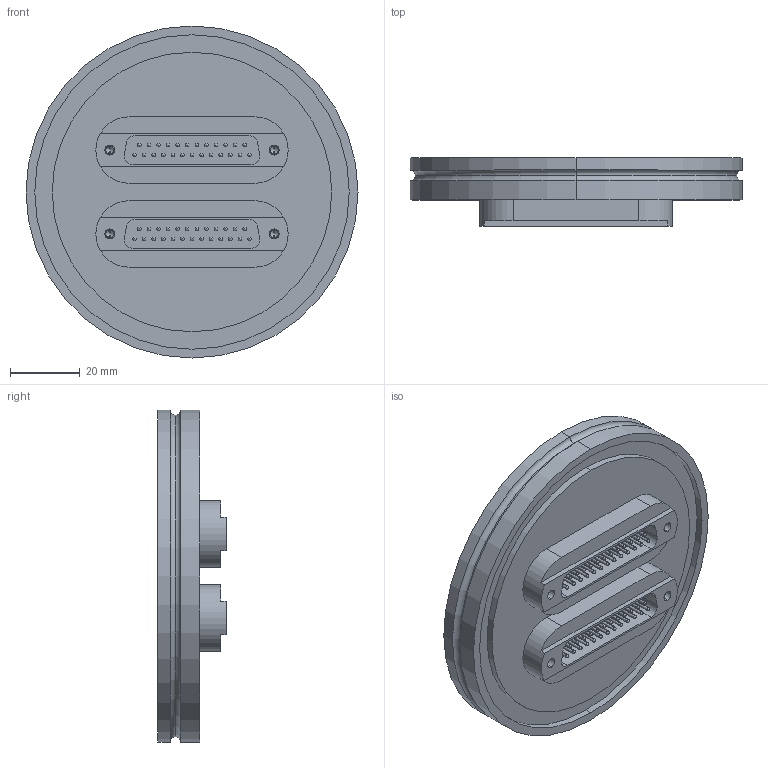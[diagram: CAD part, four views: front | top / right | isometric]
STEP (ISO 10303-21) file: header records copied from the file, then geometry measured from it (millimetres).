
FILE_DESCRIPTION (( 'STEP AP214' ), '1' );
FILE_NAME ('210-D25-ISO63-2.STEP', '2014-12-19T06:44:05', ( 'allectra' ), ( 'Microsoft' ), 'SwSTEP 2.0', 'SolidWorks 2014', '' );
FILE_SCHEMA (( 'AUTOMOTIVE_DESIGN' ));
Length unit declared in the file: millimetre
Products named in the file (5): 9210-PIN-FENI_Pin vergoldet; 9218-D9-37-SS_25 pin 1mm; 9210-D25-ISO63-2_DN063 ISO-K; 210-D25-ISO63-2; 218-D9-37-SS_218-D25-SS
Assembly tree (29 placements, depth 3):
  210-D25-ISO63-2
    9210-D25-ISO63-2_DN063 ISO-K
    218-D9-37-SS_218-D25-SS  x2
      9218-D9-37-SS_25 pin 1mm
      9210-PIN-FENI_Pin vergoldet
Bounding box: 95 x 19.5 x 95 mm (x, y, z)
Volume: 74376.2 mm3; surface area: 32753 mm2
Topology: 53 solids, 53 shells, 449 faces, 1256 edges, 822 vertices
Faces by surface type: cylinder 270, sphere 100, plane 59, cone 16, torus 4
Entity records: 4826 total; most frequent: DIRECTION 904, CARTESIAN_POINT 765, ORIENTED_EDGE 712, AXIS2_PLACEMENT_3D 373, EDGE_CURVE 356, VERTEX_POINT 234, EDGE_LOOP 210, CIRCLE 198
